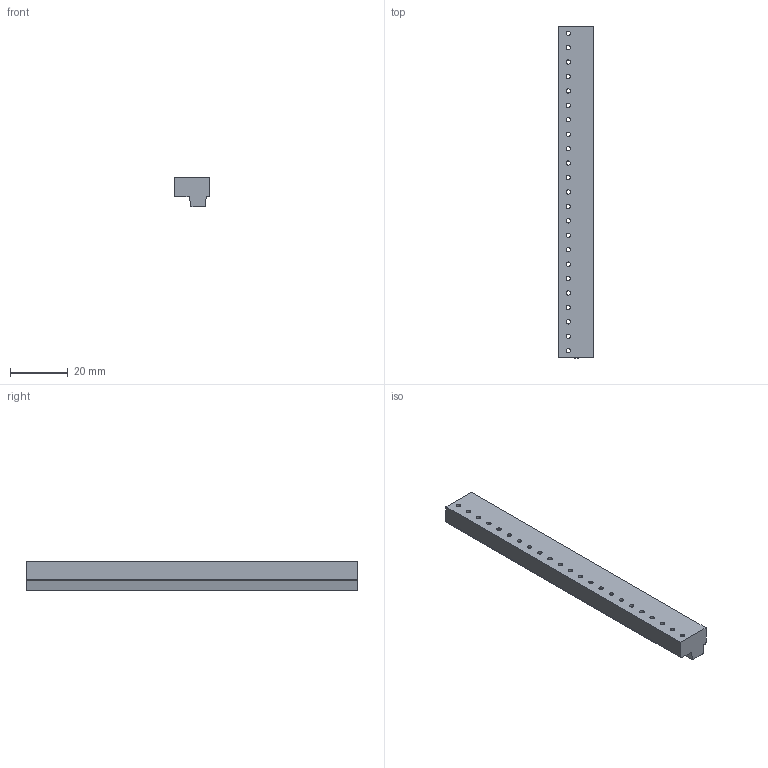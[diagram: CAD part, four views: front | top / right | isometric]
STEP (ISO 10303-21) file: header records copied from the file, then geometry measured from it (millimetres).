
FILE_DESCRIPTION((''),'2;1');
FILE_NAME('TL222T-XXP','2024-12-09T08:51:14',('sheji'),(''),'CREO PARAMETRIC BY PTC INC, 2018100','CREO PARAMETRIC BY PTC INC, 2018100','');
FILE_SCHEMA(('CONFIG_CONTROL_DESIGN'));
Length unit declared in the file: millimetre
Products named in the file (1): TL222T-XXP
Bounding box: 12.4 x 115 x 10.3 mm (x, y, z)
Volume: 10035.4 mm3; surface area: 8349.8 mm2
Topology: 1 solids, 1 shells, 1256 faces, 3348 edges, 2186 vertices
Faces by surface type: plane 1045, cylinder 211
Entity records: 38692 total; most frequent: CARTESIAN_POINT 6790, ORIENTED_EDGE 6696, DIRECTION 6374, EDGE_CURVE 3348, VECTOR 2834, LINE 2834, VERTEX_POINT 2186, AXIS2_PLACEMENT_3D 1770
